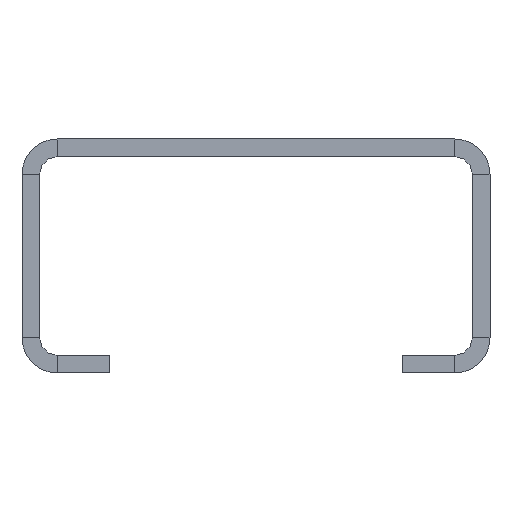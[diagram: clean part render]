
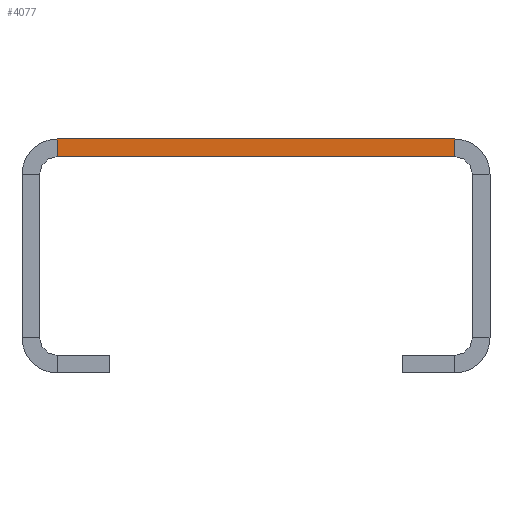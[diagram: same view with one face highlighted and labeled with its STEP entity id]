
A CAD part, front view. The second image highlights one B-rep face of the part: STEP entity #4077.
In plain terms, the highlighted face is planar.
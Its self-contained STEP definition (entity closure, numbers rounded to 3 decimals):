
#171=DIRECTION('',(0.,-1.,0.));
#172=VECTOR('',#171,1.5);
#173=CARTESIAN_POINT('',(1.5,0.,0.));
#174=LINE('',#173,#172);
#180=DIRECTION('',(-1.,0.,0.));
#181=VECTOR('',#180,34.);
#182=CARTESIAN_POINT('',(35.5,0.,0.));
#183=LINE('',#182,#181);
#184=DIRECTION('',(0.,-1.,0.));
#185=VECTOR('',#184,1.5);
#186=CARTESIAN_POINT('',(35.5,0.,0.));
#187=LINE('',#186,#185);
#188=DIRECTION('',(-1.,0.,0.));
#189=VECTOR('',#188,34.);
#190=CARTESIAN_POINT('',(35.5,-1.5,0.));
#191=LINE('',#190,#189);
#2964=CARTESIAN_POINT('',(35.5,0.,0.));
#2965=VERTEX_POINT('',#2964);
#2966=CARTESIAN_POINT('',(1.5,0.,0.));
#2967=VERTEX_POINT('',#2966);
#3004=CARTESIAN_POINT('',(35.5,-1.5,0.));
#3005=VERTEX_POINT('',#3004);
#3006=CARTESIAN_POINT('',(1.5,-1.5,0.));
#3007=VERTEX_POINT('',#3006);
#4063=CARTESIAN_POINT('',(18.5,-0.75,0.));
#4064=DIRECTION('',(0.,0.,-1.));
#4065=DIRECTION('',(-1.,0.,0.));
#4066=AXIS2_PLACEMENT_3D('',#4063,#4064,#4065);
#4067=PLANE('',#4066);
#4069=ORIENTED_EDGE('',*,*,#4068,.F.);
#4071=ORIENTED_EDGE('',*,*,#4070,.T.);
#4073=ORIENTED_EDGE('',*,*,#4072,.T.);
#4074=ORIENTED_EDGE('',*,*,#4055,.F.);
#4075=EDGE_LOOP('',(#4069,#4071,#4073,#4074));
#4076=FACE_OUTER_BOUND('',#4075,.F.);
#4055=EDGE_CURVE('',#2967,#3007,#174,.T.);
#4068=EDGE_CURVE('',#2965,#2967,#183,.T.);
#4070=EDGE_CURVE('',#2965,#3005,#187,.T.);
#4072=EDGE_CURVE('',#3005,#3007,#191,.T.);
#4077=ADVANCED_FACE('',(#4076),#4067,.F.);
